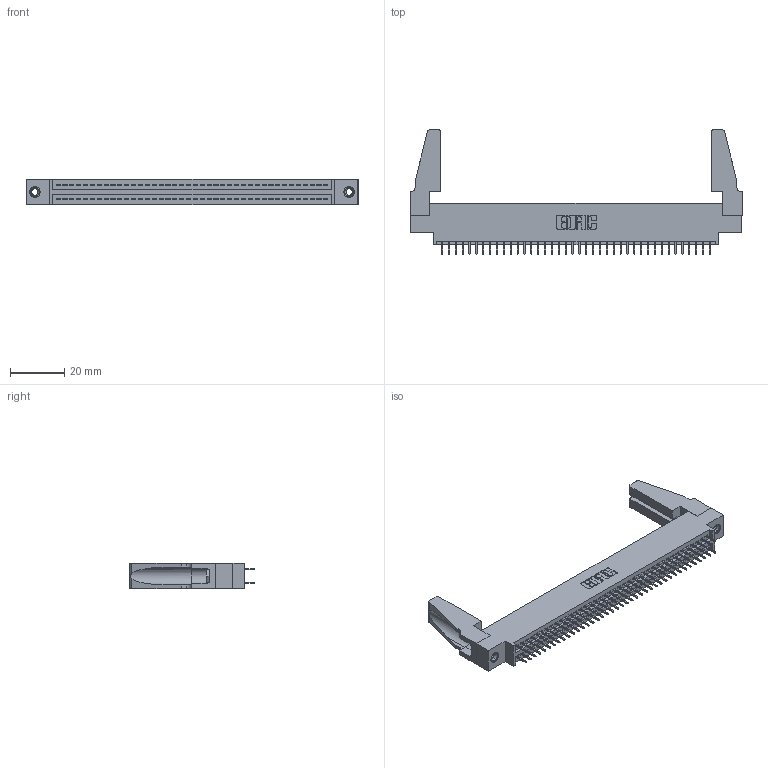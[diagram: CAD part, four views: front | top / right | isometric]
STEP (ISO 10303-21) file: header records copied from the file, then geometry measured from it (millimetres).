
FILE_DESCRIPTION (( 'STEP AP203' ), '1' );
FILE_NAME ('345-080-525-888.STEP', '2020-09-21T12:14:54', ( '' ), ( '' ), 'SwSTEP 2.0', 'SolidWorks 2020', '' );
FILE_SCHEMA (( 'CONFIG_CONTROL_DESIGN' ));
Length unit declared in the file: inch
Products named in the file (5): 345-220-078_345-220-088; 345-292-001_345-293-125; 345 Part_0.170 Offset - 0.156 Dia-TH; 345-250-001_345-250-001-102; 345-080-525-888
Assembly tree (85 placements, depth 2):
  345-080-525-888
    345 Part_0.170 Offset - 0.156 Dia-TH
    345-292-001_345-293-125  x80
    345-250-001_345-250-001-102  x2
    345-220-078_345-220-088  x2
Bounding box: 122.83 x 45.9 x 9.4 mm (x, y, z)
Volume: 14921.1 mm3; surface area: 20078.3 mm2
Topology: 85 solids, 85 shells, 4574 faces, 12907 edges, 8274 vertices
Faces by surface type: plane 3276, cylinder 1282, cone 12, torus 4
Entity records: 34008 total; most frequent: CARTESIAN_POINT 5698, ORIENTED_EDGE 5592, DIRECTION 5032, EDGE_CURVE 2796, VECTOR 2466, LINE 2466, VERTEX_POINT 1854, AXIS2_PLACEMENT_3D 1283
